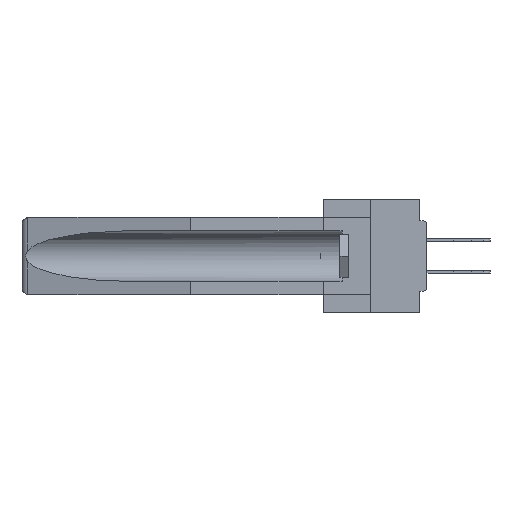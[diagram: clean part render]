
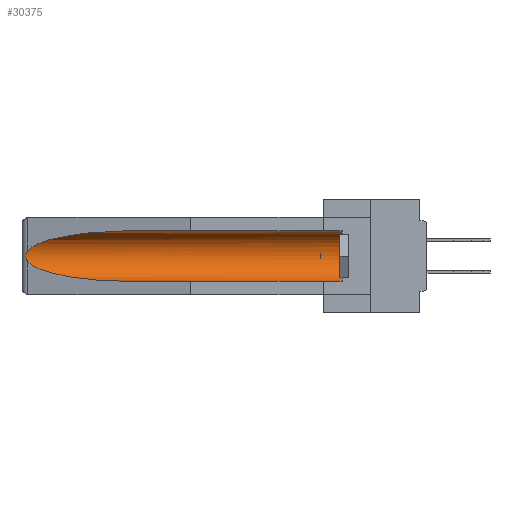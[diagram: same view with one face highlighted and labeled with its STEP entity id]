
A CAD part, left-side view. The second image highlights one B-rep face of the part: STEP entity #30375.
In plain terms, the highlighted cylindrical face has radius 2.857 mm (diameter 5.715 mm), a partial arc.
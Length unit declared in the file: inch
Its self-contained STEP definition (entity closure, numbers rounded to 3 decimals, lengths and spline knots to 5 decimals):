
#262 = CARTESIAN_POINT ( 'NONE',  ( 0.26654, 1.53092, -0.15636 ) ) ;
#414 = CARTESIAN_POINT ( 'NONE',  ( 0.26597, 1.5296, -0.19026 ) ) ;
#1231 = VERTEX_POINT ( 'NONE', #26882 ) ;
#1685 = EDGE_CURVE ( 'NONE', #31222, #41866, #15197, .T. ) ;
#3954 = CYLINDRICAL_SURFACE ( 'NONE', #16651, 0.1125 ) ;
#5115 = CARTESIAN_POINT ( 'NONE',  ( 0.25451, 1.48313, -0.09465 ) ) ;
#5215 = EDGE_CURVE ( 'NONE', #31222, #25967, #35695, .T. ) ;
#5478 = CARTESIAN_POINT ( 'NONE',  ( 0.155, 1.07973, -0.284 ) ) ;
#5696 = FACE_OUTER_BOUND ( 'NONE', #7599, .T. ) ;
#5801 = VECTOR ( 'NONE', #31814, 39.37008 ) ;
#6381 = CARTESIAN_POINT ( 'NONE',  ( 0.26537, 1.52718, -0.19328 ) ) ;
#6539 = CARTESIAN_POINT ( 'NONE',  ( 0.155, 1.07973, -0.284 ) ) ;
#7151 = ORIENTED_EDGE ( 'NONE', *, *, #35619, .T. ) ;
#7599 = EDGE_LOOP ( 'NONE', ( #26125, #34531, #29516, #17055, #36202, #7151 ) ) ;
#7984 = CARTESIAN_POINT ( 'NONE',  ( 0.2675, 1.53308, -0.17534 ) ) ;
#9710 = AXIS2_PLACEMENT_3D ( 'NONE', #37720, #15134, #41528 ) ;
#10575 = B_SPLINE_CURVE_WITH_KNOTS ( 'NONE', 3,
 ( #15281, #41851, #262, #11615, #45667, #7984, #23153, #22999, #414, #42002 ),
 .UNSPECIFIED., .F., .F.,
 ( 4, 2, 2, 2, 4 ),
 ( 0., 0.00029, 0.00058, 0.00087, 0.00117 ),
 .UNSPECIFIED. ) ;
#11615 = CARTESIAN_POINT ( 'NONE',  ( 0.2673, 1.5327, -0.16383 ) ) ;
#14131 = CARTESIAN_POINT ( 'NONE',  ( 0.155, -0.30754, -0.284 ) ) ;
#15116 = DIRECTION ( 'NONE',  ( 0., 0., 1. ) ) ;
#15134 = DIRECTION ( 'NONE',  ( 0., -1., 0. ) ) ;
#15197 = CIRCLE ( 'NONE', #9710, 0.1125 ) ;
#15281 = CARTESIAN_POINT ( 'NONE',  ( 0.26537, 1.52718, -0.14972 ) ) ;
#16651 = AXIS2_PLACEMENT_3D ( 'NONE', #30446, #45662, #15116 ) ;
#16658 = CARTESIAN_POINT ( 'NONE',  ( 0.155, 1.07973, -0.059 ) ) ;
#16987 = CARTESIAN_POINT ( 'NONE',  ( 0.26537, 1.52718, -0.14972 ) ) ;
#17055 = ORIENTED_EDGE ( 'NONE', *, *, #5215, .F. ) ;
#17071 = EDGE_CURVE ( 'NONE', #25703, #29650, #31770, .T. ) ;
#17754 = CARTESIAN_POINT ( 'NONE',  ( 0.21114, 1.30732, -0.284 ) ) ;
#18736 = CARTESIAN_POINT ( 'NONE',  ( 0.155, 0.126, -0.284 ) ) ;
#22029 = CARTESIAN_POINT ( 'NONE',  ( 0.26537, 1.52718, -0.14972 ) ) ;
#22160 = CARTESIAN_POINT ( 'NONE',  ( 0.155, 0.126, -0.059 ) ) ;
#22999 = CARTESIAN_POINT ( 'NONE',  ( 0.26655, 1.53094, -0.18657 ) ) ;
#23153 = CARTESIAN_POINT ( 'NONE',  ( 0.2673, 1.53269, -0.17917 ) ) ;
#24023 = CARTESIAN_POINT ( 'NONE',  ( 0.155, -0.30754, -0.059 ) ) ;
#24475 =( BOUNDED_CURVE ( )  B_SPLINE_CURVE ( 3, ( #6381, #44870, #17754, #6539 ),
 .UNSPECIFIED., .F., .F. ) 
 B_SPLINE_CURVE_WITH_KNOTS ( ( 4, 4 ),
 ( 0.1948, 1.5708 ),
 .UNSPECIFIED. ) 
 CURVE ( )  GEOMETRIC_REPRESENTATION_ITEM ( )  RATIONAL_B_SPLINE_CURVE ( ( 1., 0.848, 0.848, 1. ) ) 
 REPRESENTATION_ITEM ( '' )  );
#25703 = VERTEX_POINT ( 'NONE', #39394 ) ;
#25967 = VERTEX_POINT ( 'NONE', #5478 ) ;
#26125 = ORIENTED_EDGE ( 'NONE', *, *, #17071, .T. ) ;
#26882 = CARTESIAN_POINT ( 'NONE',  ( 0.26537, 1.52718, -0.19328 ) ) ;
#28725 = EDGE_CURVE ( 'NONE', #1231, #25967, #24475, .T. ) ;
#29185 = VECTOR ( 'NONE', #40362, 39.37008 ) ;
#29516 = ORIENTED_EDGE ( 'NONE', *, *, #28725, .T. ) ;
#29650 = VERTEX_POINT ( 'NONE', #22029 ) ;
#30375 = ADVANCED_FACE ( 'NONE', ( #5696 ), #3954, .F. ) ;
#30446 = CARTESIAN_POINT ( 'NONE',  ( 0.155, -0.30754, -0.1715 ) ) ;
#31222 = VERTEX_POINT ( 'NONE', #18736 ) ;
#31770 =( BOUNDED_CURVE ( )  B_SPLINE_CURVE ( 3, ( #16658, #39121, #5115, #16987 ),
 .UNSPECIFIED., .F., .F. ) 
 B_SPLINE_CURVE_WITH_KNOTS ( ( 4, 4 ),
 ( 4.71239, 6.08839 ),
 .UNSPECIFIED. ) 
 CURVE ( )  GEOMETRIC_REPRESENTATION_ITEM ( )  RATIONAL_B_SPLINE_CURVE ( ( 1., 0.848, 0.848, 1. ) ) 
 REPRESENTATION_ITEM ( '' )  );
#31814 = DIRECTION ( 'NONE',  ( 0., 1., 0. ) ) ;
#34531 = ORIENTED_EDGE ( 'NONE', *, *, #46368, .T. ) ;
#35619 = EDGE_CURVE ( 'NONE', #41866, #25703, #45991, .T. ) ;
#35695 = LINE ( 'NONE', #14131, #29185 ) ;
#36202 = ORIENTED_EDGE ( 'NONE', *, *, #1685, .T. ) ;
#37720 = CARTESIAN_POINT ( 'NONE',  ( 0.155, 0.126, -0.1715 ) ) ;
#39121 = CARTESIAN_POINT ( 'NONE',  ( 0.21114, 1.30732, -0.059 ) ) ;
#39394 = CARTESIAN_POINT ( 'NONE',  ( 0.155, 1.07973, -0.059 ) ) ;
#40362 = DIRECTION ( 'NONE',  ( 0., 1., 0. ) ) ;
#41528 = DIRECTION ( 'NONE',  ( 0., 0., 1. ) ) ;
#41851 = CARTESIAN_POINT ( 'NONE',  ( 0.26597, 1.52961, -0.15275 ) ) ;
#41866 = VERTEX_POINT ( 'NONE', #22160 ) ;
#42002 = CARTESIAN_POINT ( 'NONE',  ( 0.26537, 1.52718, -0.19328 ) ) ;
#44870 = CARTESIAN_POINT ( 'NONE',  ( 0.25451, 1.48313, -0.24835 ) ) ;
#45662 = DIRECTION ( 'NONE',  ( 0., 1., 0. ) ) ;
#45667 = CARTESIAN_POINT ( 'NONE',  ( 0.2675, 1.53308, -0.16763 ) ) ;
#45991 = LINE ( 'NONE', #24023, #5801 ) ;
#46368 = EDGE_CURVE ( 'NONE', #29650, #1231, #10575, .T. ) ;
